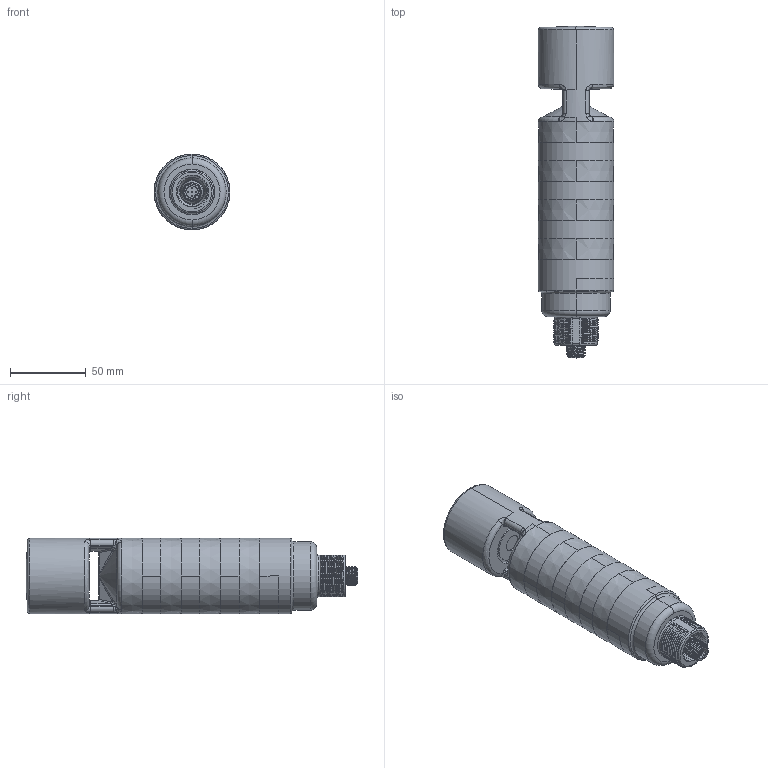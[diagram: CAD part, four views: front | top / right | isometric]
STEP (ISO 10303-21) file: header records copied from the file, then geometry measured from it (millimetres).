
FILE_DESCRIPTION((''),'2;1');
FILE_NAME('169569_SM01_ASM','2022-06-13T10:37:27',('PDMAdmin'),('BANNER ENGINEERING'),'CREO PARAMETRIC BY PTC INC, 2019292','CREO PARAMETRIC BY PTC INC, 2019292','');
FILE_SCHEMA(('CONFIG_CONTROL_DESIGN'));
Length unit declared in the file: millimetre
Products named in the file (3): 169569_EP01; 41089_NO_ORING; 169569_SM01_ASM
Assembly tree (2 placements, depth 2):
  169569_SM01_ASM
    169569_EP01
    41089_NO_ORING
Bounding box: 50 x 219.02 x 50 mm (x, y, z)
Volume: 351468 mm3; surface area: 41537.1 mm2
Topology: 2 solids, 2 shells, 424 faces, 1039 edges, 648 vertices
Faces by surface type: bspline 168, cylinder 148, plane 65, cone 21, torus 20, sphere 2
Entity records: 22164 total; most frequent: CARTESIAN_POINT 13240, ORIENTED_EDGE 2074, DIRECTION 1486, EDGE_CURVE 1037, VERTEX_POINT 648, AXIS2_PLACEMENT_3D 594, EDGE_LOOP 457, FACE_OUTER_BOUND 424
